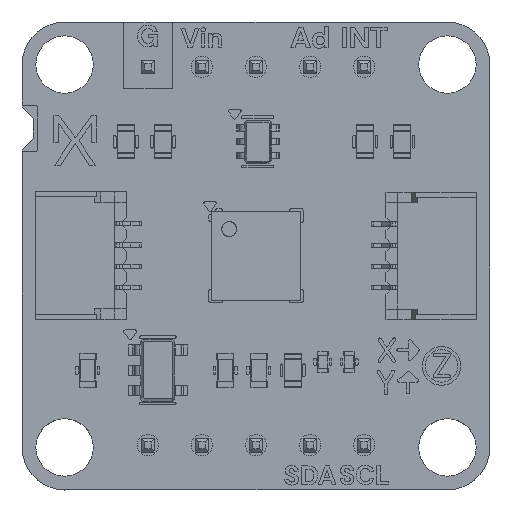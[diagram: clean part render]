
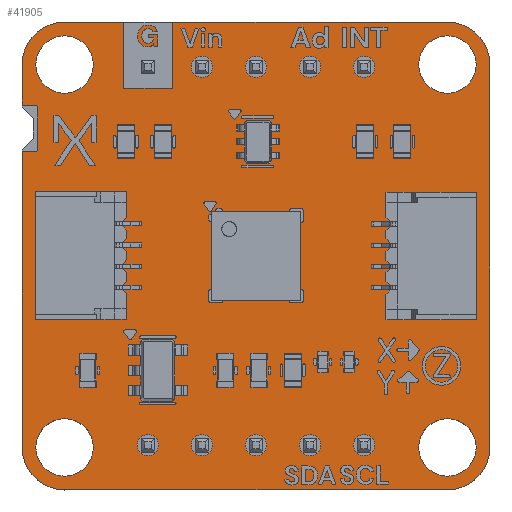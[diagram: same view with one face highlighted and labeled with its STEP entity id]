
A CAD part, top view. The second image highlights one B-rep face of the part: STEP entity #41905.
In plain terms, the highlighted planar face has unit normal (0, 0, 1).
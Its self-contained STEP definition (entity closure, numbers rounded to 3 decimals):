
#41570 = VERTEX_POINT('',#41571);
#41571 = CARTESIAN_POINT('',(8.998,11.,1.51));
#41577 = EDGE_CURVE('',#41570,#41578,#41580,.T.);
#41578 = VERTEX_POINT('',#41579);
#41579 = CARTESIAN_POINT('',(10.998,9.,1.51));
#41580 = CIRCLE('',#41581,2.);
#41581 = AXIS2_PLACEMENT_3D('',#41582,#41583,#41584);
#41582 = CARTESIAN_POINT('',(8.998,9.,1.51));
#41583 = DIRECTION('',(0.,0.,-1.));
#41584 = DIRECTION('',(0.,1.,0.));
#41612 = VERTEX_POINT('',#41613);
#41613 = CARTESIAN_POINT('',(-9.002,11.,1.51));
#41619 = EDGE_CURVE('',#41612,#41570,#41620,.T.);
#41620 = LINE('',#41621,#41622);
#41621 = CARTESIAN_POINT('',(-9.002,11.,1.51));
#41622 = VECTOR('',#41623,1.);
#41623 = DIRECTION('',(1.,0.,0.));
#41641 = EDGE_CURVE('',#41578,#41642,#41644,.T.);
#41642 = VERTEX_POINT('',#41643);
#41643 = CARTESIAN_POINT('',(10.998,-9.,1.51));
#41644 = LINE('',#41645,#41646);
#41645 = CARTESIAN_POINT('',(10.998,9.,1.51));
#41646 = VECTOR('',#41647,1.);
#41647 = DIRECTION('',(0.,-1.,0.));
#41905 = ADVANCED_FACE('',(#41906,#41984,#41995,#42006,#42017,#42028,
    #42039,#42050,#42061,#42072,#42083,#42094,#42105,#42116,#42127),
  #42138,.T.);
#41906 = FACE_BOUND('',#41907,.T.);
#41907 = EDGE_LOOP('',(#41908,#41909,#41910,#41919,#41927,#41935,#41943,
    #41951,#41959,#41968,#41976,#41983));
#41908 = ORIENTED_EDGE('',*,*,#41577,.F.);
#41909 = ORIENTED_EDGE('',*,*,#41619,.F.);
#41910 = ORIENTED_EDGE('',*,*,#41911,.F.);
#41911 = EDGE_CURVE('',#41912,#41612,#41914,.T.);
#41912 = VERTEX_POINT('',#41913);
#41913 = CARTESIAN_POINT('',(-11.002,9.,1.51));
#41914 = CIRCLE('',#41915,2.);
#41915 = AXIS2_PLACEMENT_3D('',#41916,#41917,#41918);
#41916 = CARTESIAN_POINT('',(-9.002,9.,1.51));
#41917 = DIRECTION('',(0.,0.,-1.));
#41918 = DIRECTION('',(-1.,0.,-0.));
#41919 = ORIENTED_EDGE('',*,*,#41920,.F.);
#41920 = EDGE_CURVE('',#41921,#41912,#41923,.T.);
#41921 = VERTEX_POINT('',#41922);
#41922 = CARTESIAN_POINT('',(-11.002,7.,1.51));
#41923 = LINE('',#41924,#41925);
#41924 = CARTESIAN_POINT('',(-11.002,7.,1.51));
#41925 = VECTOR('',#41926,1.);
#41926 = DIRECTION('',(0.,1.,0.));
#41927 = ORIENTED_EDGE('',*,*,#41928,.F.);
#41928 = EDGE_CURVE('',#41929,#41921,#41931,.T.);
#41929 = VERTEX_POINT('',#41930);
#41930 = CARTESIAN_POINT('',(-10.472,6.47,1.51));
#41931 = LINE('',#41932,#41933);
#41932 = CARTESIAN_POINT('',(-10.472,6.47,1.51));
#41933 = VECTOR('',#41934,1.);
#41934 = DIRECTION('',(-0.707,0.707,0.));
#41935 = ORIENTED_EDGE('',*,*,#41936,.F.);
#41936 = EDGE_CURVE('',#41937,#41929,#41939,.T.);
#41937 = VERTEX_POINT('',#41938);
#41938 = CARTESIAN_POINT('',(-10.472,5.53,1.51));
#41939 = LINE('',#41940,#41941);
#41940 = CARTESIAN_POINT('',(-10.472,5.53,1.51));
#41941 = VECTOR('',#41942,1.);
#41942 = DIRECTION('',(0.,1.,0.));
#41943 = ORIENTED_EDGE('',*,*,#41944,.F.);
#41944 = EDGE_CURVE('',#41945,#41937,#41947,.T.);
#41945 = VERTEX_POINT('',#41946);
#41946 = CARTESIAN_POINT('',(-11.002,5.,1.51));
#41947 = LINE('',#41948,#41949);
#41948 = CARTESIAN_POINT('',(-11.002,5.,1.51));
#41949 = VECTOR('',#41950,1.);
#41950 = DIRECTION('',(0.707,0.707,0.));
#41951 = ORIENTED_EDGE('',*,*,#41952,.F.);
#41952 = EDGE_CURVE('',#41953,#41945,#41955,.T.);
#41953 = VERTEX_POINT('',#41954);
#41954 = CARTESIAN_POINT('',(-11.002,-9.,1.51));
#41955 = LINE('',#41956,#41957);
#41956 = CARTESIAN_POINT('',(-11.002,-9.,1.51));
#41957 = VECTOR('',#41958,1.);
#41958 = DIRECTION('',(0.,1.,0.));
#41959 = ORIENTED_EDGE('',*,*,#41960,.F.);
#41960 = EDGE_CURVE('',#41961,#41953,#41963,.T.);
#41961 = VERTEX_POINT('',#41962);
#41962 = CARTESIAN_POINT('',(-9.002,-11.,1.51));
#41963 = CIRCLE('',#41964,2.);
#41964 = AXIS2_PLACEMENT_3D('',#41965,#41966,#41967);
#41965 = CARTESIAN_POINT('',(-9.002,-9.,1.51));
#41966 = DIRECTION('',(0.,0.,-1.));
#41967 = DIRECTION('',(0.,-1.,0.));
#41968 = ORIENTED_EDGE('',*,*,#41969,.F.);
#41969 = EDGE_CURVE('',#41970,#41961,#41972,.T.);
#41970 = VERTEX_POINT('',#41971);
#41971 = CARTESIAN_POINT('',(8.998,-11.,1.51));
#41972 = LINE('',#41973,#41974);
#41973 = CARTESIAN_POINT('',(8.998,-11.,1.51));
#41974 = VECTOR('',#41975,1.);
#41975 = DIRECTION('',(-1.,0.,0.));
#41976 = ORIENTED_EDGE('',*,*,#41977,.F.);
#41977 = EDGE_CURVE('',#41642,#41970,#41978,.T.);
#41978 = CIRCLE('',#41979,2.);
#41979 = AXIS2_PLACEMENT_3D('',#41980,#41981,#41982);
#41980 = CARTESIAN_POINT('',(8.998,-9.,1.51));
#41981 = DIRECTION('',(0.,0.,-1.));
#41982 = DIRECTION('',(1.,0.,0.));
#41983 = ORIENTED_EDGE('',*,*,#41641,.F.);
#41984 = FACE_BOUND('',#41985,.T.);
#41985 = EDGE_LOOP('',(#41986));
#41986 = ORIENTED_EDGE('',*,*,#41987,.T.);
#41987 = EDGE_CURVE('',#41988,#41988,#41990,.T.);
#41988 = VERTEX_POINT('',#41989);
#41989 = CARTESIAN_POINT('',(-9.002,-10.35,1.51));
#41990 = CIRCLE('',#41991,1.35);
#41991 = AXIS2_PLACEMENT_3D('',#41992,#41993,#41994);
#41992 = CARTESIAN_POINT('',(-9.002,-9.,1.51));
#41993 = DIRECTION('',(-0.,0.,-1.));
#41994 = DIRECTION('',(-0.,-1.,0.));
#41995 = FACE_BOUND('',#41996,.T.);
#41996 = EDGE_LOOP('',(#41997));
#41997 = ORIENTED_EDGE('',*,*,#41998,.T.);
#41998 = EDGE_CURVE('',#41999,#41999,#42001,.T.);
#41999 = VERTEX_POINT('',#42000);
#42000 = CARTESIAN_POINT('',(-5.082,-9.39,1.51));
#42001 = CIRCLE('',#42002,0.5);
#42002 = AXIS2_PLACEMENT_3D('',#42003,#42004,#42005);
#42003 = CARTESIAN_POINT('',(-5.082,-8.89,1.51));
#42004 = DIRECTION('',(-0.,0.,-1.));
#42005 = DIRECTION('',(-0.,-1.,0.));
#42006 = FACE_BOUND('',#42007,.T.);
#42007 = EDGE_LOOP('',(#42008));
#42008 = ORIENTED_EDGE('',*,*,#42009,.T.);
#42009 = EDGE_CURVE('',#42010,#42010,#42012,.T.);
#42010 = VERTEX_POINT('',#42011);
#42011 = CARTESIAN_POINT('',(-2.542,-9.39,1.51));
#42012 = CIRCLE('',#42013,0.5);
#42013 = AXIS2_PLACEMENT_3D('',#42014,#42015,#42016);
#42014 = CARTESIAN_POINT('',(-2.542,-8.89,1.51));
#42015 = DIRECTION('',(-0.,0.,-1.));
#42016 = DIRECTION('',(-0.,-1.,0.));
#42017 = FACE_BOUND('',#42018,.T.);
#42018 = EDGE_LOOP('',(#42019));
#42019 = ORIENTED_EDGE('',*,*,#42020,.T.);
#42020 = EDGE_CURVE('',#42021,#42021,#42023,.T.);
#42021 = VERTEX_POINT('',#42022);
#42022 = CARTESIAN_POINT('',(-0.002,-9.39,1.51));
#42023 = CIRCLE('',#42024,0.5);
#42024 = AXIS2_PLACEMENT_3D('',#42025,#42026,#42027);
#42025 = CARTESIAN_POINT('',(-0.002,-8.89,1.51));
#42026 = DIRECTION('',(-0.,0.,-1.));
#42027 = DIRECTION('',(0.,-1.,-0.));
#42028 = FACE_BOUND('',#42029,.T.);
#42029 = EDGE_LOOP('',(#42030));
#42030 = ORIENTED_EDGE('',*,*,#42031,.T.);
#42031 = EDGE_CURVE('',#42032,#42032,#42034,.T.);
#42032 = VERTEX_POINT('',#42033);
#42033 = CARTESIAN_POINT('',(2.538,-9.39,1.51));
#42034 = CIRCLE('',#42035,0.5);
#42035 = AXIS2_PLACEMENT_3D('',#42036,#42037,#42038);
#42036 = CARTESIAN_POINT('',(2.538,-8.89,1.51));
#42037 = DIRECTION('',(-0.,0.,-1.));
#42038 = DIRECTION('',(-0.,-1.,0.));
#42039 = FACE_BOUND('',#42040,.T.);
#42040 = EDGE_LOOP('',(#42041));
#42041 = ORIENTED_EDGE('',*,*,#42042,.T.);
#42042 = EDGE_CURVE('',#42043,#42043,#42045,.T.);
#42043 = VERTEX_POINT('',#42044);
#42044 = CARTESIAN_POINT('',(5.078,-9.39,1.51));
#42045 = CIRCLE('',#42046,0.5);
#42046 = AXIS2_PLACEMENT_3D('',#42047,#42048,#42049);
#42047 = CARTESIAN_POINT('',(5.078,-8.89,1.51));
#42048 = DIRECTION('',(-0.,0.,-1.));
#42049 = DIRECTION('',(-0.,-1.,0.));
#42050 = FACE_BOUND('',#42051,.T.);
#42051 = EDGE_LOOP('',(#42052));
#42052 = ORIENTED_EDGE('',*,*,#42053,.T.);
#42053 = EDGE_CURVE('',#42054,#42054,#42056,.T.);
#42054 = VERTEX_POINT('',#42055);
#42055 = CARTESIAN_POINT('',(8.998,-10.35,1.51));
#42056 = CIRCLE('',#42057,1.35);
#42057 = AXIS2_PLACEMENT_3D('',#42058,#42059,#42060);
#42058 = CARTESIAN_POINT('',(8.998,-9.,1.51));
#42059 = DIRECTION('',(-0.,0.,-1.));
#42060 = DIRECTION('',(-0.,-1.,0.));
#42061 = FACE_BOUND('',#42062,.T.);
#42062 = EDGE_LOOP('',(#42063));
#42063 = ORIENTED_EDGE('',*,*,#42064,.T.);
#42064 = EDGE_CURVE('',#42065,#42065,#42067,.T.);
#42065 = VERTEX_POINT('',#42066);
#42066 = CARTESIAN_POINT('',(-9.002,7.65,1.51));
#42067 = CIRCLE('',#42068,1.35);
#42068 = AXIS2_PLACEMENT_3D('',#42069,#42070,#42071);
#42069 = CARTESIAN_POINT('',(-9.002,9.,1.51));
#42070 = DIRECTION('',(-0.,0.,-1.));
#42071 = DIRECTION('',(-0.,-1.,0.));
#42072 = FACE_BOUND('',#42073,.T.);
#42073 = EDGE_LOOP('',(#42074));
#42074 = ORIENTED_EDGE('',*,*,#42075,.T.);
#42075 = EDGE_CURVE('',#42076,#42076,#42078,.T.);
#42076 = VERTEX_POINT('',#42077);
#42077 = CARTESIAN_POINT('',(-5.082,8.39,1.51));
#42078 = CIRCLE('',#42079,0.5);
#42079 = AXIS2_PLACEMENT_3D('',#42080,#42081,#42082);
#42080 = CARTESIAN_POINT('',(-5.082,8.89,1.51));
#42081 = DIRECTION('',(-0.,0.,-1.));
#42082 = DIRECTION('',(-0.,-1.,0.));
#42083 = FACE_BOUND('',#42084,.T.);
#42084 = EDGE_LOOP('',(#42085));
#42085 = ORIENTED_EDGE('',*,*,#42086,.T.);
#42086 = EDGE_CURVE('',#42087,#42087,#42089,.T.);
#42087 = VERTEX_POINT('',#42088);
#42088 = CARTESIAN_POINT('',(-2.542,8.39,1.51));
#42089 = CIRCLE('',#42090,0.5);
#42090 = AXIS2_PLACEMENT_3D('',#42091,#42092,#42093);
#42091 = CARTESIAN_POINT('',(-2.542,8.89,1.51));
#42092 = DIRECTION('',(-0.,0.,-1.));
#42093 = DIRECTION('',(-0.,-1.,0.));
#42094 = FACE_BOUND('',#42095,.T.);
#42095 = EDGE_LOOP('',(#42096));
#42096 = ORIENTED_EDGE('',*,*,#42097,.T.);
#42097 = EDGE_CURVE('',#42098,#42098,#42100,.T.);
#42098 = VERTEX_POINT('',#42099);
#42099 = CARTESIAN_POINT('',(-0.002,8.39,1.51));
#42100 = CIRCLE('',#42101,0.5);
#42101 = AXIS2_PLACEMENT_3D('',#42102,#42103,#42104);
#42102 = CARTESIAN_POINT('',(-0.002,8.89,1.51));
#42103 = DIRECTION('',(-0.,0.,-1.));
#42104 = DIRECTION('',(0.,-1.,-0.));
#42105 = FACE_BOUND('',#42106,.T.);
#42106 = EDGE_LOOP('',(#42107));
#42107 = ORIENTED_EDGE('',*,*,#42108,.T.);
#42108 = EDGE_CURVE('',#42109,#42109,#42111,.T.);
#42109 = VERTEX_POINT('',#42110);
#42110 = CARTESIAN_POINT('',(2.538,8.39,1.51));
#42111 = CIRCLE('',#42112,0.5);
#42112 = AXIS2_PLACEMENT_3D('',#42113,#42114,#42115);
#42113 = CARTESIAN_POINT('',(2.538,8.89,1.51));
#42114 = DIRECTION('',(-0.,0.,-1.));
#42115 = DIRECTION('',(-0.,-1.,0.));
#42116 = FACE_BOUND('',#42117,.T.);
#42117 = EDGE_LOOP('',(#42118));
#42118 = ORIENTED_EDGE('',*,*,#42119,.T.);
#42119 = EDGE_CURVE('',#42120,#42120,#42122,.T.);
#42120 = VERTEX_POINT('',#42121);
#42121 = CARTESIAN_POINT('',(5.078,8.39,1.51));
#42122 = CIRCLE('',#42123,0.5);
#42123 = AXIS2_PLACEMENT_3D('',#42124,#42125,#42126);
#42124 = CARTESIAN_POINT('',(5.078,8.89,1.51));
#42125 = DIRECTION('',(-0.,0.,-1.));
#42126 = DIRECTION('',(-0.,-1.,0.));
#42127 = FACE_BOUND('',#42128,.T.);
#42128 = EDGE_LOOP('',(#42129));
#42129 = ORIENTED_EDGE('',*,*,#42130,.T.);
#42130 = EDGE_CURVE('',#42131,#42131,#42133,.T.);
#42131 = VERTEX_POINT('',#42132);
#42132 = CARTESIAN_POINT('',(8.998,7.65,1.51));
#42133 = CIRCLE('',#42134,1.35);
#42134 = AXIS2_PLACEMENT_3D('',#42135,#42136,#42137);
#42135 = CARTESIAN_POINT('',(8.998,9.,1.51));
#42136 = DIRECTION('',(-0.,0.,-1.));
#42137 = DIRECTION('',(-0.,-1.,0.));
#42138 = PLANE('',#42139);
#42139 = AXIS2_PLACEMENT_3D('',#42140,#42141,#42142);
#42140 = CARTESIAN_POINT('',(0.,0.,1.51));
#42141 = DIRECTION('',(0.,0.,1.));
#42142 = DIRECTION('',(1.,0.,-0.));
